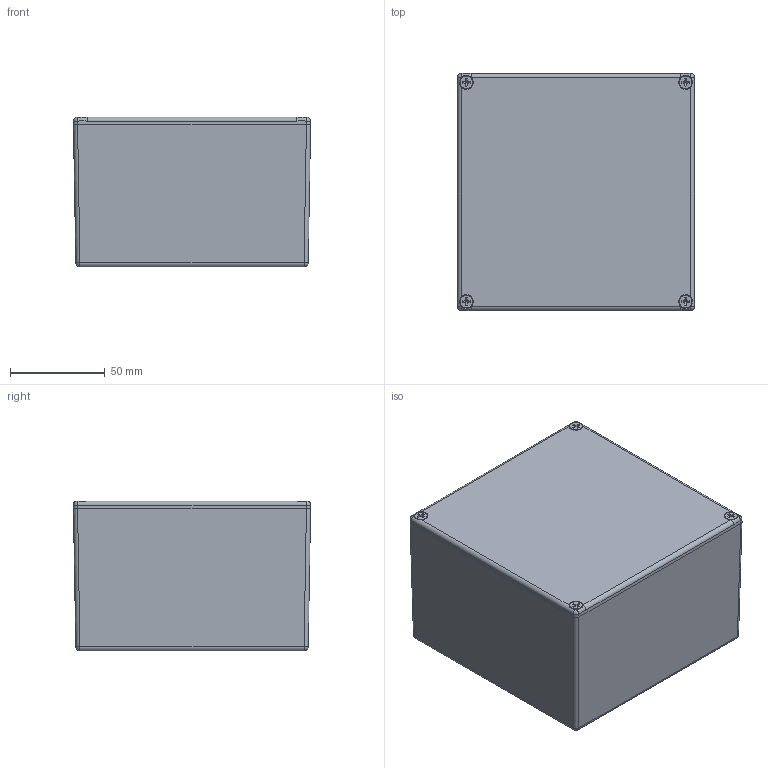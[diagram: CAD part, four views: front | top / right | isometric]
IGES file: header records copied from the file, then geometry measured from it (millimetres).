
Global section: file name: No Iges File Name specified; native system: Autodesk Inventor 2009; preprocessor: AutoDesk Inventor Iges Exporter R2009; author: tcook; date: 20081003.121934; units: millimetre
Bounding box: 125 x 125 x 79 mm (x, y, z)
Volume: 165373.7 mm3; surface area: 136399.4 mm2
Topology: 6 solids, 6 shells, 652 faces, 1683 edges, 1062 vertices
Faces by surface type: plane 331, bspline 197, cylinder 48, revolution 44, cone 24, sphere 8
